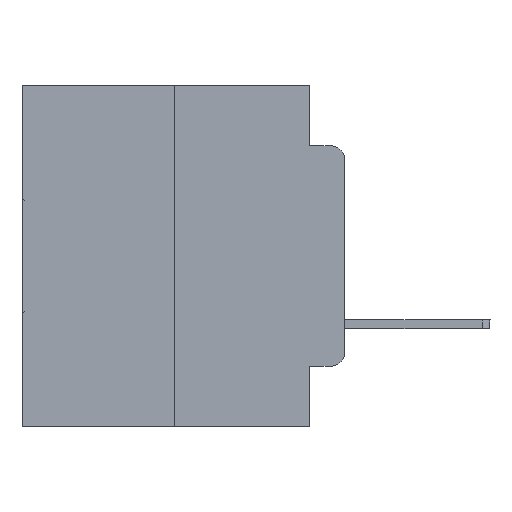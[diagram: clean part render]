
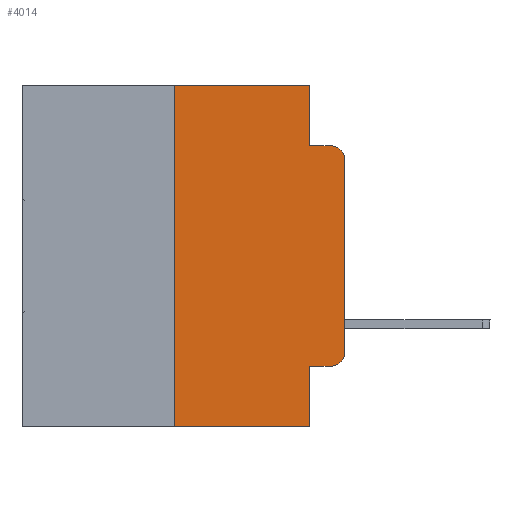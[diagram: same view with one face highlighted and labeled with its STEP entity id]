
A CAD part, left-side view. The second image highlights one B-rep face of the part: STEP entity #4014.
In plain terms, the highlighted planar face has unit normal (-1, 0, 0).
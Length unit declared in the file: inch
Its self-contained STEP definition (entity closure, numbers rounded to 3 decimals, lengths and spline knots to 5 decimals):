
#252 = VERTEX_POINT ( 'NONE', #10493 ) ;
#1723 = CARTESIAN_POINT ( 'NONE',  ( 0., 0.051, -0.4115 ) ) ;
#1729 = CARTESIAN_POINT ( 'NONE',  ( 0., 0., 0. ) ) ;
#2485 = VERTEX_POINT ( 'NONE', #27318 ) ;
#2771 = DIRECTION ( 'NONE',  ( 0., 0., -1. ) ) ;
#2835 = CARTESIAN_POINT ( 'NONE',  ( 0., 0.051, 0. ) ) ;
#2943 = VERTEX_POINT ( 'NONE', #23047 ) ;
#3701 = DIRECTION ( 'NONE',  ( 0., -1., 0. ) ) ;
#3834 = LINE ( 'NONE', #1729, #8441 ) ;
#3950 = DIRECTION ( 'NONE',  ( 0., 0., -1. ) ) ;
#4008 = VECTOR ( 'NONE', #18987, 39.37008 ) ;
#4014 = ADVANCED_FACE ( 'NONE', ( #7891 ), #19517, .F. ) ;
#4347 = LINE ( 'NONE', #15679, #22559 ) ;
#4675 = ORIENTED_EDGE ( 'NONE', *, *, #16554, .T. ) ;
#4940 = LINE ( 'NONE', #2835, #19588 ) ;
#5071 = ORIENTED_EDGE ( 'NONE', *, *, #21994, .T. ) ;
#5178 = DIRECTION ( 'NONE',  ( 0., -1., 0. ) ) ;
#5833 = ORIENTED_EDGE ( 'NONE', *, *, #12461, .T. ) ;
#6078 = CARTESIAN_POINT ( 'NONE',  ( 0., 0.473, 0. ) ) ;
#6221 = CARTESIAN_POINT ( 'NONE',  ( 0., 0.051, 0. ) ) ;
#6479 = LINE ( 'NONE', #29274, #21473 ) ;
#6531 = EDGE_CURVE ( 'NONE', #17368, #18755, #7047, .T. ) ;
#6904 = AXIS2_PLACEMENT_3D ( 'NONE', #6078, #22081, #3950 ) ;
#7047 = LINE ( 'NONE', #25621, #4008 ) ;
#7088 = ORIENTED_EDGE ( 'NONE', *, *, #21746, .T. ) ;
#7282 = LINE ( 'NONE', #9707, #20987 ) ;
#7501 = DIRECTION ( 'NONE',  ( 0., 0., -1. ) ) ;
#7891 = FACE_OUTER_BOUND ( 'NONE', #27951, .T. ) ;
#8294 = DIRECTION ( 'NONE',  ( 0., -1., 0. ) ) ;
#8441 = VECTOR ( 'NONE', #17877, 39.37008 ) ;
#8685 = VERTEX_POINT ( 'NONE', #6221 ) ;
#9094 = DIRECTION ( 'NONE',  ( 0., 0., 1. ) ) ;
#9562 = CARTESIAN_POINT ( 'NONE',  ( 0., 0.02, -0.1085 ) ) ;
#9707 = CARTESIAN_POINT ( 'NONE',  ( 0., 0.051, -0.0885 ) ) ;
#10493 = CARTESIAN_POINT ( 'NONE',  ( 0., 0.02, -0.4115 ) ) ;
#10651 = CIRCLE ( 'NONE', #24630, 0.02 ) ;
#11076 = CARTESIAN_POINT ( 'NONE',  ( 0., 0., -0.1085 ) ) ;
#11151 = DIRECTION ( 'NONE',  ( 0., -1., 0. ) ) ;
#12461 = EDGE_CURVE ( 'NONE', #13573, #18755, #6479, .T. ) ;
#12567 = ORIENTED_EDGE ( 'NONE', *, *, #20055, .F. ) ;
#13294 = ORIENTED_EDGE ( 'NONE', *, *, #28251, .F. ) ;
#13338 = CARTESIAN_POINT ( 'NONE',  ( 0., 0.051, -0.5 ) ) ;
#13343 = EDGE_CURVE ( 'NONE', #29652, #8685, #24533, .T. ) ;
#13446 = ORIENTED_EDGE ( 'NONE', *, *, #13343, .F. ) ;
#13490 = LINE ( 'NONE', #24822, #26092 ) ;
#13573 = VERTEX_POINT ( 'NONE', #18784 ) ;
#14562 = CARTESIAN_POINT ( 'NONE',  ( 0., 0.02, -0.0885 ) ) ;
#15409 = CARTESIAN_POINT ( 'NONE',  ( 0., 0.25, 0. ) ) ;
#15679 = CARTESIAN_POINT ( 'NONE',  ( 0., 0.051, -0.4115 ) ) ;
#16054 = DIRECTION ( 'NONE',  ( 0., 0., -1. ) ) ;
#16206 = DIRECTION ( 'NONE',  ( -1., 0., 0. ) ) ;
#16554 = EDGE_CURVE ( 'NONE', #17368, #252, #4347, .T. ) ;
#17063 = VERTEX_POINT ( 'NONE', #14562 ) ;
#17368 = VERTEX_POINT ( 'NONE', #1723 ) ;
#17373 = VERTEX_POINT ( 'NONE', #11076 ) ;
#17877 = DIRECTION ( 'NONE',  ( 0., 0., 1. ) ) ;
#18122 = ORIENTED_EDGE ( 'NONE', *, *, #27557, .F. ) ;
#18755 = VERTEX_POINT ( 'NONE', #13338 ) ;
#18767 = ORIENTED_EDGE ( 'NONE', *, *, #27395, .T. ) ;
#18783 = DIRECTION ( 'NONE',  ( -1., 0., 0. ) ) ;
#18784 = CARTESIAN_POINT ( 'NONE',  ( 0., 0.25, -0.5 ) ) ;
#18987 = DIRECTION ( 'NONE',  ( 0., 0., -1. ) ) ;
#19517 = PLANE ( 'NONE',  #6904 ) ;
#19588 = VECTOR ( 'NONE', #7501, 39.37008 ) ;
#20055 = EDGE_CURVE ( 'NONE', #13573, #29652, #13490, .T. ) ;
#20152 = CARTESIAN_POINT ( 'NONE',  ( 0., 0.473, 0. ) ) ;
#20456 = CARTESIAN_POINT ( 'NONE',  ( 0., 0.02, -0.3915 ) ) ;
#20534 = VECTOR ( 'NONE', #3701, 39.37008 ) ;
#20773 = ORIENTED_EDGE ( 'NONE', *, *, #6531, .F. ) ;
#20802 = CIRCLE ( 'NONE', #23684, 0.02 ) ;
#20987 = VECTOR ( 'NONE', #5178, 39.37008 ) ;
#21473 = VECTOR ( 'NONE', #8294, 39.37008 ) ;
#21746 = EDGE_CURVE ( 'NONE', #252, #2943, #10651, .T. ) ;
#21994 = EDGE_CURVE ( 'NONE', #17373, #17063, #20802, .T. ) ;
#22081 = DIRECTION ( 'NONE',  ( 1., 0., 0. ) ) ;
#22559 = VECTOR ( 'NONE', #11151, 39.37008 ) ;
#23047 = CARTESIAN_POINT ( 'NONE',  ( 0., 0., -0.3915 ) ) ;
#23684 = AXIS2_PLACEMENT_3D ( 'NONE', #9562, #18783, #2771 ) ;
#24533 = LINE ( 'NONE', #20152, #20534 ) ;
#24630 = AXIS2_PLACEMENT_3D ( 'NONE', #20456, #16206, #16054 ) ;
#24822 = CARTESIAN_POINT ( 'NONE',  ( 0., 0.25, 0. ) ) ;
#25621 = CARTESIAN_POINT ( 'NONE',  ( 0., 0.051, 0. ) ) ;
#26092 = VECTOR ( 'NONE', #9094, 39.37008 ) ;
#27318 = CARTESIAN_POINT ( 'NONE',  ( 0., 0.051, -0.0885 ) ) ;
#27395 = EDGE_CURVE ( 'NONE', #2943, #17373, #3834, .T. ) ;
#27557 = EDGE_CURVE ( 'NONE', #2485, #17063, #7282, .T. ) ;
#27951 = EDGE_LOOP ( 'NONE', ( #18767, #5071, #18122, #13294, #13446, #12567, #5833, #20773, #4675, #7088 ) ) ;
#28251 = EDGE_CURVE ( 'NONE', #8685, #2485, #4940, .T. ) ;
#29274 = CARTESIAN_POINT ( 'NONE',  ( 0., 0.473, -0.5 ) ) ;
#29652 = VERTEX_POINT ( 'NONE', #15409 ) ;
